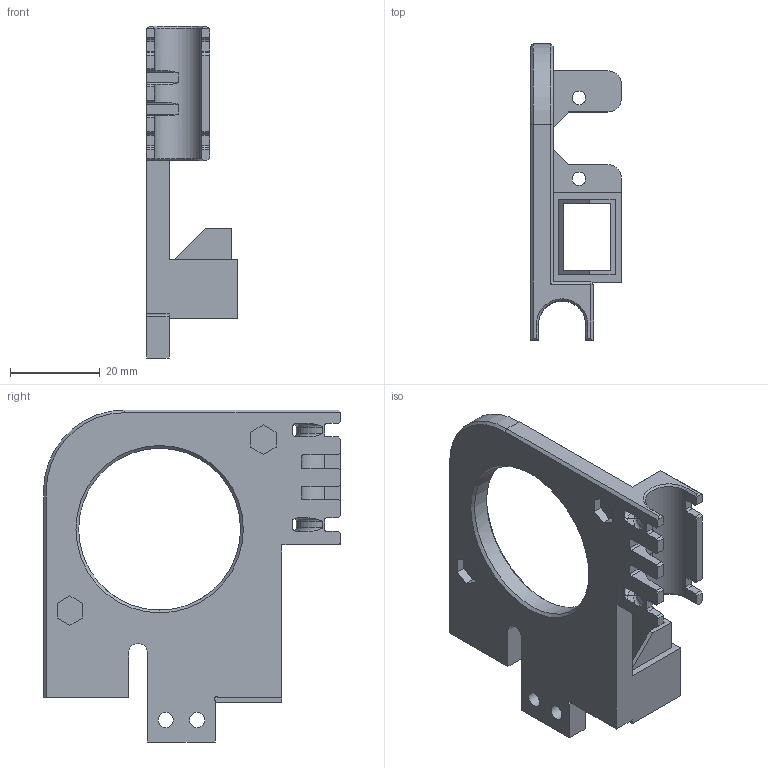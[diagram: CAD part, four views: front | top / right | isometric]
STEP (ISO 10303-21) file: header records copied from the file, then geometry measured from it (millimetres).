
FILE_DESCRIPTION(('FreeCAD Model'),'2;1');
FILE_NAME('Open CASCADE Shape Model','2024-06-18T08:43:18',(''),(''), 'Open CASCADE STEP processor 7.6','FreeCAD','Unknown');
FILE_SCHEMA(('AUTOMOTIVE_DESIGN { 1 0 10303 214 1 1 1 1 }'));
Length unit declared in the file: millimetre
Products named in the file (1): 3DTouch-Holder_Vert.Cable
Bounding box: 20.2 x 66 x 73.8 mm (x, y, z)
Volume: 16194.4 mm3; surface area: 11454.8 mm2
Topology: 1 solids, 1 shells, 253 faces, 641 edges, 397 vertices
Faces by surface type: plane 161, cylinder 42, revolution 24, cone 9, torus 8, extrusion 8, bspline 1
Full cylindrical faces by diameter (mm): 3 x2, 3.4 x2, 4.4 x2, 36 x1
Entity records: 8292 total; most frequent: CARTESIAN_POINT 1998, DIRECTION 1314, ORIENTED_EDGE 1282, EDGE_CURVE 641, VECTOR 468, LINE 460, AXIS2_PLACEMENT_3D 411, VERTEX_POINT 397
